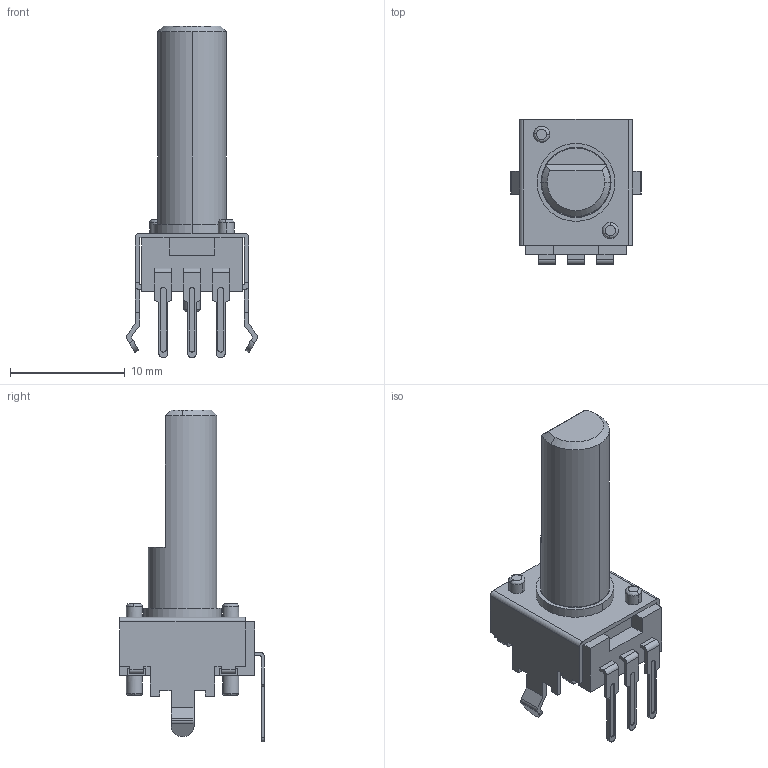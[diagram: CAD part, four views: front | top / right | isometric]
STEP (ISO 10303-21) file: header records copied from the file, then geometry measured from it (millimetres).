
FILE_DESCRIPTION (( 'STEP AP214' ), '1' );
FILE_NAME ('PTV09A-4025F-B103.STEP', '2024-10-05T10:20:56', ( '' ), ( '' ), 'SwSTEP 2.0', 'SolidWorks 2016', '' );
FILE_SCHEMA (( 'AUTOMOTIVE_DESIGN' ));
Length unit declared in the file: millimetre
Products named in the file (3): Open CASCADE STEP translator 6.8 1_2; Open CASCADE STEP translator 6.8 1; PTV09A-4025F-B103
Assembly tree (2 placements, depth 2):
  PTV09A-4025F-B103
    Open CASCADE STEP translator 6.8 1
    Open CASCADE STEP translator 6.8 1_2
Bounding box: 11.4 x 12.65 x 28.99 mm (x, y, z)
Volume: 868.5 mm3; surface area: 1454.3 mm2
Topology: 2 solids, 4 shells, 242 faces, 636 edges, 422 vertices
Faces by surface type: plane 166, cylinder 65, bspline 8, cone 3
Entity records: 7718 total; most frequent: CARTESIAN_POINT 1560, ORIENTED_EDGE 1272, DIRECTION 1241, EDGE_CURVE 636, VECTOR 473, LINE 473, VERTEX_POINT 422, AXIS2_PLACEMENT_3D 384
